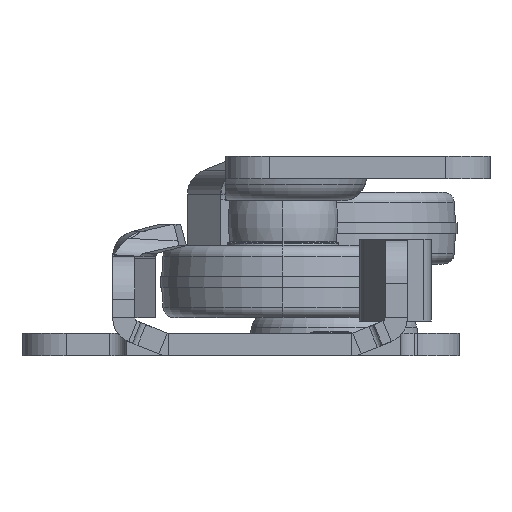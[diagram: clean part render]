
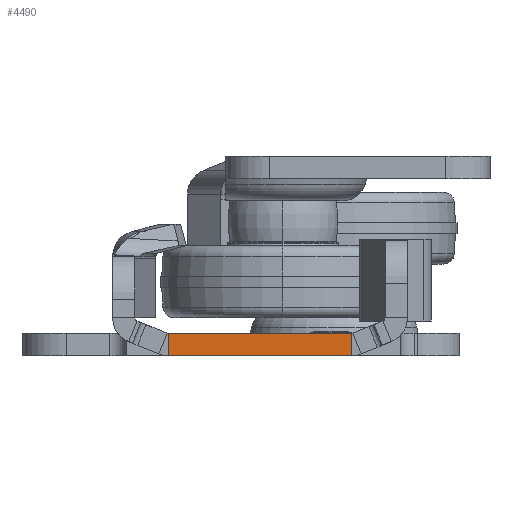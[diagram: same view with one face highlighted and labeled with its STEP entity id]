
A CAD part, left-side view. The second image highlights one B-rep face of the part: STEP entity #4490.
In plain terms, the highlighted planar face has unit normal (-1, 0, 0).
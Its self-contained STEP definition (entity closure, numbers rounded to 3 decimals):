
#398 = CARTESIAN_POINT ( 'NONE',  ( -549.5, -11.5, 2. ) ) ;
#769 = LINE ( 'NONE', #11342, #15802 ) ;
#1182 = EDGE_CURVE ( 'NONE', #7647, #12277, #11267, .T. ) ;
#1252 = CARTESIAN_POINT ( 'NONE',  ( -549.5, 7.022, 0. ) ) ;
#1400 = DIRECTION ( 'NONE',  ( 0., 0., 1. ) ) ;
#1685 = LINE ( 'NONE', #398, #16565 ) ;
#2159 = CARTESIAN_POINT ( 'NONE',  ( -549.5, 7.022, 2. ) ) ;
#3255 = DIRECTION ( 'NONE',  ( 0., 0., -1. ) ) ;
#3850 = ORIENTED_EDGE ( 'NONE', *, *, #1182, .F. ) ;
#3884 = FACE_OUTER_BOUND ( 'NONE', #7913, .T. ) ;
#4248 = LINE ( 'NONE', #13207, #12773 ) ;
#4490 = ADVANCED_FACE ( 'NONE', ( #3884 ), #11630, .T. ) ;
#4942 = EDGE_CURVE ( 'NONE', #16824, #10605, #1685, .T. ) ;
#5446 = CARTESIAN_POINT ( 'NONE',  ( -549.5, -11.5, 2. ) ) ;
#5675 = DIRECTION ( 'NONE',  ( 0., 1., 0. ) ) ;
#6032 = CARTESIAN_POINT ( 'NONE',  ( -549.5, -21.25, 0. ) ) ;
#7453 = ORIENTED_EDGE ( 'NONE', *, *, #4942, .T. ) ;
#7647 = VERTEX_POINT ( 'NONE', #14178 ) ;
#7913 = EDGE_LOOP ( 'NONE', ( #10819, #7453, #10624, #3850 ) ) ;
#8591 = DIRECTION ( 'NONE',  ( 0., 1., 0. ) ) ;
#10605 = VERTEX_POINT ( 'NONE', #2159 ) ;
#10624 = ORIENTED_EDGE ( 'NONE', *, *, #14846, .F. ) ;
#10665 = DIRECTION ( 'NONE',  ( 0., 1., 0. ) ) ;
#10819 = ORIENTED_EDGE ( 'NONE', *, *, #11888, .F. ) ;
#11267 = LINE ( 'NONE', #6032, #15445 ) ;
#11342 = CARTESIAN_POINT ( 'NONE',  ( -549.5, -9.522, 2. ) ) ;
#11630 = PLANE ( 'NONE',  #13452 ) ;
#11888 = EDGE_CURVE ( 'NONE', #16824, #7647, #769, .T. ) ;
#12205 = CARTESIAN_POINT ( 'NONE',  ( -549.5, -9.522, 2. ) ) ;
#12277 = VERTEX_POINT ( 'NONE', #1252 ) ;
#12773 = VECTOR ( 'NONE', #1400, 1000. ) ;
#13207 = CARTESIAN_POINT ( 'NONE',  ( -549.5, 7.022, 2. ) ) ;
#13452 = AXIS2_PLACEMENT_3D ( 'NONE', #5446, #14390, #10665 ) ;
#14178 = CARTESIAN_POINT ( 'NONE',  ( -549.5, -9.522, 0. ) ) ;
#14390 = DIRECTION ( 'NONE',  ( -1., 0., 0. ) ) ;
#14846 = EDGE_CURVE ( 'NONE', #12277, #10605, #4248, .T. ) ;
#15445 = VECTOR ( 'NONE', #8591, 1000. ) ;
#15802 = VECTOR ( 'NONE', #3255, 1000. ) ;
#16565 = VECTOR ( 'NONE', #5675, 1000. ) ;
#16824 = VERTEX_POINT ( 'NONE', #12205 ) ;
